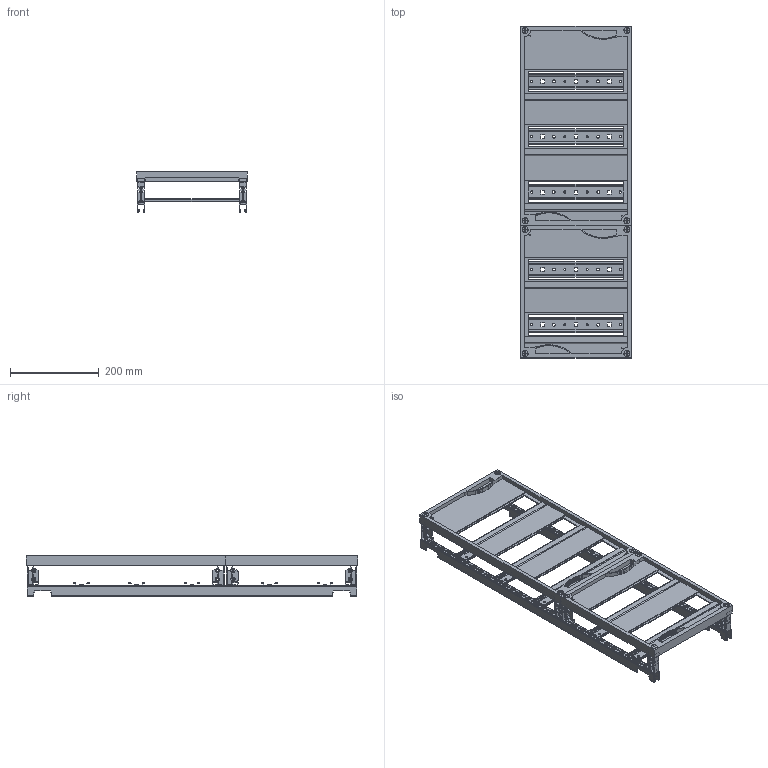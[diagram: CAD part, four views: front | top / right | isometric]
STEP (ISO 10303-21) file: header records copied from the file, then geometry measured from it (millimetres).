
FILE_DESCRIPTION(('STEP AP214'),'1');
FILE_NAME('cctmp_9864EEDA-F2A0-4E9D-A5A6-ACCF3ADB3016_2023_07_22_14_29_36_0862..stp','2023-07-22T12:29:40',('SIEMENS A&D'),('CADClick - www.CADClick.com'),'Spatial InterOp 3D postprocessed',' ','unknown authorization');
FILE_SCHEMA(('AUTOMOTIVE_DESIGN'));
Length unit declared in the file: millimetre
Products named in the file (36): cc_unnamed; 2023_07_22_14_29_36_0745; 2023_07_22_14_29_36_0741; 2023_07_22_14_29_36_0737; 2023_07_22_14_29_36_0733; 2023_07_22_14_29_36_0729; 2023_07_22_14_29_36_0725; 2023_07_22_14_29_36_0721; 2023_07_22_14_29_36_0717; 2023_07_22_14_29_36_0713; 2023_07_22_14_29_36_0709; 2023_07_22_14_29_36_0704; 2023_07_22_14_29_36_0700; 2023_07_22_14_29_36_0696; 2023_07_22_14_29_36_0692; 2023_07_22_14_29_36_0688; 2023_07_22_14_29_36_0684; 2023_07_22_14_29_36_0680; 2023_07_22_14_29_36_0677; 2023_07_22_14_29_36_0672; 2023_07_22_14_29_36_0669; 2023_07_22_14_29_36_0665; 2023_07_22_14_29_36_0661; 2023_07_22_14_29_36_0657; 2023_07_22_14_29_36_0652; 2023_07_22_14_29_36_0648; 2023_07_22_14_29_36_0644; 2023_07_22_14_29_36_0641; 2023_07_22_14_29_36_0637; 2023_07_22_14_29_36_0632; 2023_07_22_14_29_36_0629; 2023_07_22_14_29_36_0625; 2023_07_22_14_29_36_0620; 2023_07_22_14_29_36_0617; 2023_07_22_14_29_36_0612; 2023_07_22_14_29_36_0608
Assembly tree (35 placements, depth 2):
  cc_unnamed
    2023_07_22_14_29_36_0745
    2023_07_22_14_29_36_0741
    2023_07_22_14_29_36_0737
    2023_07_22_14_29_36_0733
    2023_07_22_14_29_36_0729
    2023_07_22_14_29_36_0725
    2023_07_22_14_29_36_0721
    2023_07_22_14_29_36_0717
    2023_07_22_14_29_36_0713
    2023_07_22_14_29_36_0709
    2023_07_22_14_29_36_0704
    2023_07_22_14_29_36_0700
    2023_07_22_14_29_36_0696
    2023_07_22_14_29_36_0692
    2023_07_22_14_29_36_0688
    2023_07_22_14_29_36_0684
    2023_07_22_14_29_36_0680
    2023_07_22_14_29_36_0677
    2023_07_22_14_29_36_0672
    2023_07_22_14_29_36_0669
    2023_07_22_14_29_36_0665
    2023_07_22_14_29_36_0661
    2023_07_22_14_29_36_0657
    2023_07_22_14_29_36_0652
    2023_07_22_14_29_36_0648
    2023_07_22_14_29_36_0644
    2023_07_22_14_29_36_0641
    2023_07_22_14_29_36_0637
    2023_07_22_14_29_36_0632
    2023_07_22_14_29_36_0629
    2023_07_22_14_29_36_0625
    2023_07_22_14_29_36_0620
    2023_07_22_14_29_36_0617
    2023_07_22_14_29_36_0612
    2023_07_22_14_29_36_0608
Bounding box: 250 x 750 x 92.82 mm (x, y, z)
Volume: 1057997.3 mm3; surface area: 791126.7 mm2
Topology: 35 solids, 35 shells, 3465 faces, 9763 edges, 6412 vertices
Faces by surface type: plane 2176, cylinder 1221, torus 32, sphere 20, cone 16
Entity records: 125801 total; most frequent: CARTESIAN_POINT 21204, DIRECTION 19689, ORIENTED_EDGE 19590, EDGE_CURVE 9795, LINE 6599, VECTOR 6599, AXIS2_PLACEMENT_3D 6545, VERTEX_POINT 6444
